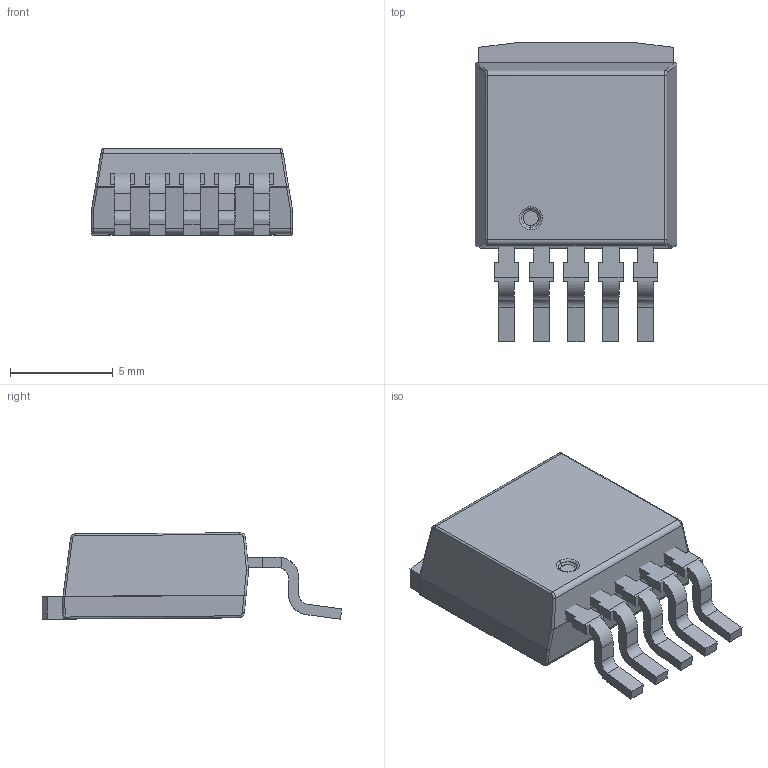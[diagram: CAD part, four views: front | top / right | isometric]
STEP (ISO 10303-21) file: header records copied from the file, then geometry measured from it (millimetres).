
FILE_DESCRIPTION(/* description */ (''),/* implementation_level */ '2;1');
FILE_NAME(/* name */ 'TO263-~3',/* time_stamp */ '2015-03-28T20:15:36+01:00',/* author */ (''),/* organization */ (''),/* preprocessor_version */ 'ST-DEVELOPER v14',/* originating_system */ '',/* authorisation */ '');
FILE_SCHEMA (('AUTOMOTIVE_DESIGN'));
Length unit declared in the file: millimetre
Products named in the file (1): Document
Bounding box: 9.82 x 14.6 x 4.22 mm (x, y, z)
Volume: 370.4 mm3; surface area: 594.1 mm2
Topology: 7 solids, 7 shells, 253 faces, 649 edges, 418 vertices
Faces by surface type: bspline 231, plane 22
Entity records: 9219 total; most frequent: CARTESIAN_POINT 5158, ORIENTED_EDGE 1298, EDGE_CURVE 649, B_SPLINE_CURVE_WITH_KNOTS 566, VERTEX_POINT 418, EDGE_LOOP 261, ADVANCED_FACE 253, FACE_OUTER_BOUND 253
